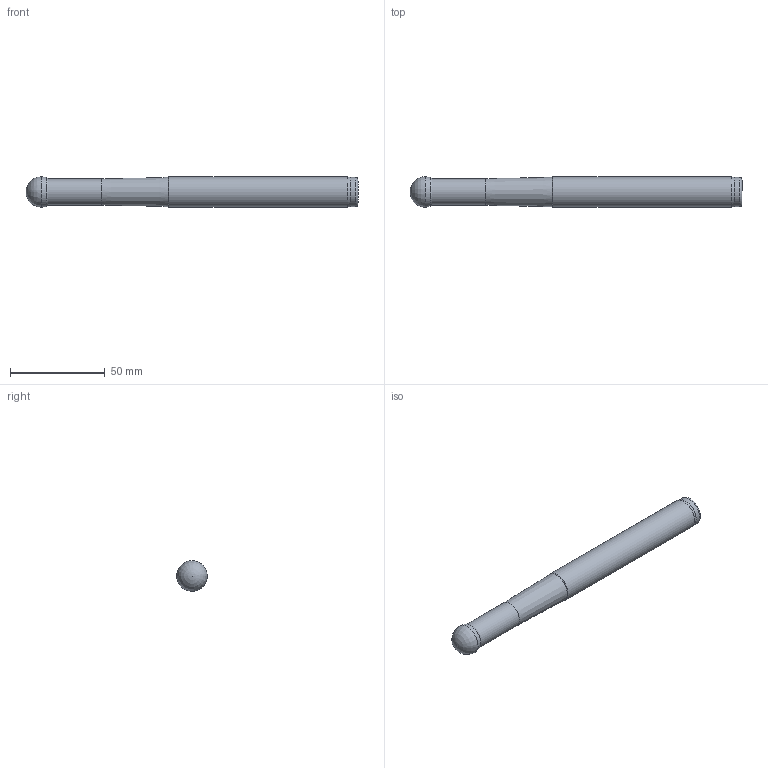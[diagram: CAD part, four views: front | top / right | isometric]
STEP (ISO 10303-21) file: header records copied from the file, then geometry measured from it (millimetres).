
FILE_DESCRIPTION(/* description */ (''),/* implementation_level */ '2;1');
FILE_NAME(/* name */ 'APMR-P3216-D16-C16-L175.stp',/* time_stamp */ '2023-10-02T12:37:23+03:00',/* author */ (''),/* organization */ (''),/* preprocessor_version */ 'ST-DEVELOPER v19.4',/* originating_system */ 'SIEMENS PLM Software NX2306.5001',/* authorisation */ '');
FILE_SCHEMA (('AUTOMOTIVE_DESIGN { 1 0 10303 214 3 1 1 1 }'));
Length unit declared in the file: millimetre
Products named in the file (1): APMR-P3216-D16-C16-L175-LIGHT_x_t_objects
Bounding box: 175 x 16.11 x 16.12 mm (x, y, z)
Volume: 33740.9 mm3; surface area: 9320.3 mm2
Topology: 2 solids, 2 shells, 17 faces, 40 edges, 25 vertices
Faces by surface type: revolution 7, cylinder 3, cone 3, plane 2, sphere 1, torus 1
Full cylindrical faces by diameter (mm): 14 x1, 15.5 x1, 16 x1
Entity records: 402 total; most frequent: CARTESIAN_POINT 79, DIRECTION 63, EDGE_LOOP 30, ORIENTED_EDGE 30, FACE_BOUND 28, AXIS2_PLACEMENT_3D 26, ADVANCED_FACE 17, VERTEX_POINT 16
